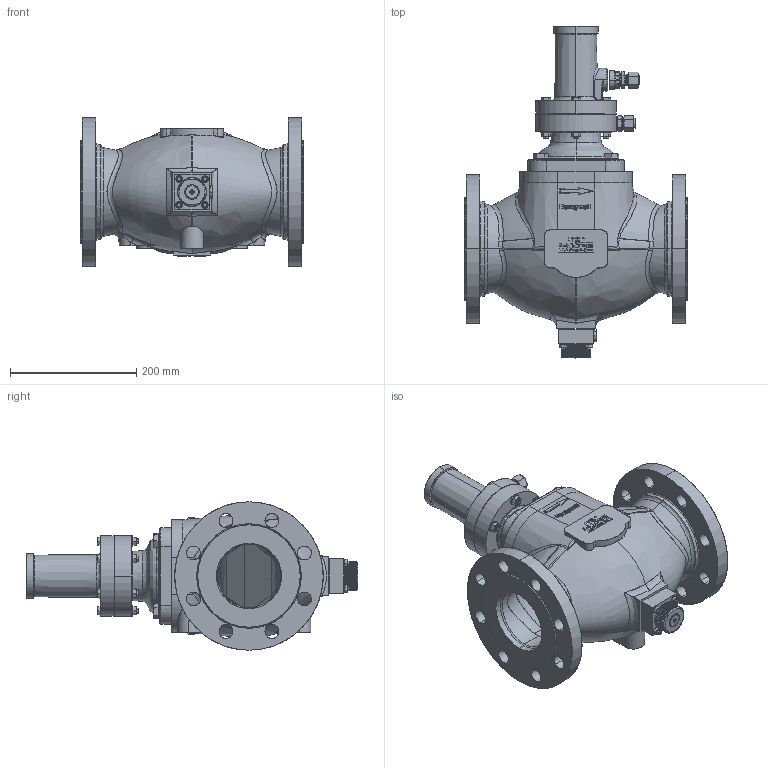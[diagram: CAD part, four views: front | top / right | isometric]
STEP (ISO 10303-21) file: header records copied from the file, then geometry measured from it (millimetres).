
FILE_DESCRIPTION (( 'STEP AP214' ), '1' );
FILE_NAME ('MB_HON720_DN_100_PN_40_K6.STEP', '2017-03-10T12:05:06', ( '' ), ( '' ), 'SwSTEP 2.0', 'SolidWorks 2015', '' );
FILE_SCHEMA (( 'AUTOMOTIVE_DESIGN' ));
Length unit declared in the file: millimetre
Products named in the file (1): MB_HON720_DN_100_PN_40_K6
Bounding box: 352 x 525.4 x 235 mm (x, y, z)
Surface area: 621598.5 mm2 (no closed solid volume)
Topology: 0 solids, 1197 shells, 1567 faces, 8219 edges, 7855 vertices
Faces by surface type: plane 678, bspline 409, cylinder 289, cone 191
Entity records: 170689 total; most frequent: CARTESIAN_POINT 116588, ORIENTED_EDGE 9117, EDGE_CURVE 8208, VERTEX_POINT 7855, DIRECTION 7765, B_SPLINE_CURVE_WITH_KNOTS 3651, LINE 3115, VECTOR 3115
